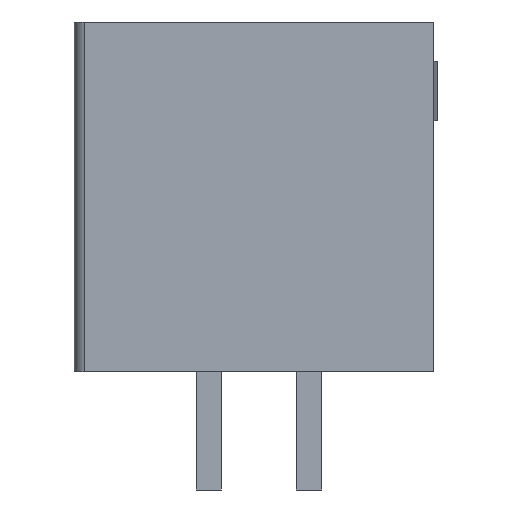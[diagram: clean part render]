
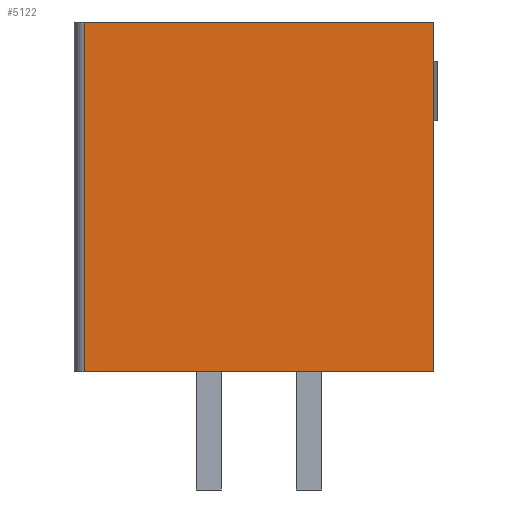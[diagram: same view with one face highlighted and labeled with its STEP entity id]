
A CAD part, left-side view. The second image highlights one B-rep face of the part: STEP entity #5122.
In plain terms, the highlighted planar face has unit normal (-1, 0, 0).
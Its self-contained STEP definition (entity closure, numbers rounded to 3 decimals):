
#51 = VERTEX_POINT('',#52);
#52 = CARTESIAN_POINT('',(-5.1,-3.155,8.85));
#58 = EDGE_CURVE('',#51,#59,#61,.T.);
#59 = VERTEX_POINT('',#60);
#60 = CARTESIAN_POINT('',(-5.1,-3.155,0.));
#61 = LINE('',#62,#63);
#62 = CARTESIAN_POINT('',(-5.1,-3.155,8.85));
#63 = VECTOR('',#64,1.);
#64 = DIRECTION('',(0.,0.,-1.));
#261 = VERTEX_POINT('',#262);
#262 = CARTESIAN_POINT('',(-5.1,5.695,0.));
#268 = EDGE_CURVE('',#269,#261,#271,.T.);
#269 = VERTEX_POINT('',#270);
#270 = CARTESIAN_POINT('',(-5.1,5.695,8.85));
#271 = LINE('',#272,#273);
#272 = CARTESIAN_POINT('',(-5.1,5.695,8.85));
#273 = VECTOR('',#274,1.);
#274 = DIRECTION('',(0.,0.,-1.));
#1978 = EDGE_CURVE('',#261,#59,#1979,.T.);
#1979 = LINE('',#1980,#1981);
#1980 = CARTESIAN_POINT('',(-5.1,5.695,0.));
#1981 = VECTOR('',#1982,1.);
#1982 = DIRECTION('',(0.,-1.,0.));
#5122 = ADVANCED_FACE('',(#5123),#5134,.F.);
#5123 = FACE_BOUND('',#5124,.T.);
#5124 = EDGE_LOOP('',(#5125,#5126,#5127,#5133));
#5125 = ORIENTED_EDGE('',*,*,#1978,.T.);
#5126 = ORIENTED_EDGE('',*,*,#58,.F.);
#5127 = ORIENTED_EDGE('',*,*,#5128,.F.);
#5128 = EDGE_CURVE('',#269,#51,#5129,.T.);
#5129 = LINE('',#5130,#5131);
#5130 = CARTESIAN_POINT('',(-5.1,5.695,8.85));
#5131 = VECTOR('',#5132,1.);
#5132 = DIRECTION('',(0.,-1.,0.));
#5133 = ORIENTED_EDGE('',*,*,#268,.T.);
#5134 = PLANE('',#5135);
#5135 = AXIS2_PLACEMENT_3D('',#5136,#5137,#5138);
#5136 = CARTESIAN_POINT('',(-5.1,5.695,8.85));
#5137 = DIRECTION('',(1.,0.,0.));
#5138 = DIRECTION('',(0.,1.,0.));
